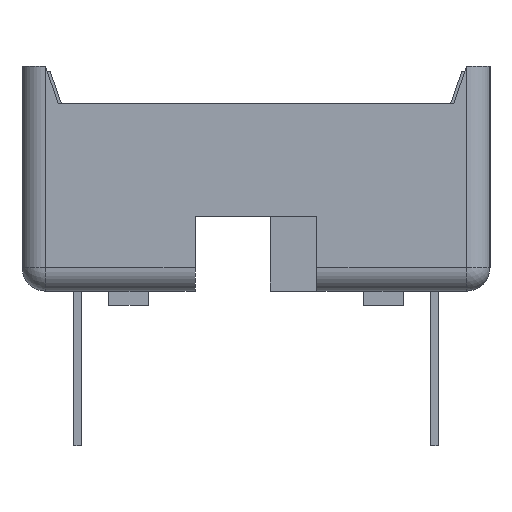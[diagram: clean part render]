
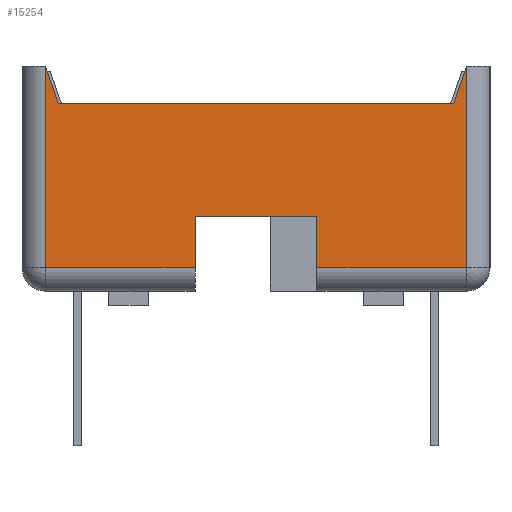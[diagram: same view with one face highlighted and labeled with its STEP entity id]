
A CAD part, left-side view. The second image highlights one B-rep face of the part: STEP entity #15254.
In plain terms, the highlighted planar face has unit normal (-1, 0, 0).
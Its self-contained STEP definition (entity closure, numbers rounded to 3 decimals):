
#2141=DIRECTION('',(0.,0.,1.));
#2142=VECTOR('',#2141,4.3);
#2143=CARTESIAN_POINT('',(-17.78,-4.5,-4.3));
#2144=LINE('',#2143,#2142);
#2145=DIRECTION('',(0.,-1.,0.));
#2146=VECTOR('',#2145,3.2);
#2147=CARTESIAN_POINT('',(-17.78,-1.3,-4.3));
#2148=LINE('',#2147,#2146);
#2149=DIRECTION('',(0.,0.,-1.));
#2150=VECTOR('',#2149,1.1);
#2151=CARTESIAN_POINT('',(-17.78,-1.3,-3.2));
#2152=LINE('',#2151,#2150);
#2153=DIRECTION('',(0.,-1.,0.));
#2154=VECTOR('',#2153,2.6);
#2155=CARTESIAN_POINT('',(-17.78,1.3,-3.2));
#2156=LINE('',#2155,#2154);
#2157=DIRECTION('',(0.,0.,1.));
#2158=VECTOR('',#2157,1.1);
#2159=CARTESIAN_POINT('',(-17.78,1.3,-4.3));
#2160=LINE('',#2159,#2158);
#2161=DIRECTION('',(0.,-1.,0.));
#2162=VECTOR('',#2161,3.2);
#2163=CARTESIAN_POINT('',(-17.78,4.5,-4.3));
#2164=LINE('',#2163,#2162);
#2165=DIRECTION('',(0.,0.,-1.));
#2166=VECTOR('',#2165,4.3);
#2167=CARTESIAN_POINT('',(-17.78,4.5,0.));
#2168=LINE('',#2167,#2166);
#2169=DIRECTION('',(0.,0.325,0.946));
#2170=VECTOR('',#2169,0.846);
#2171=CARTESIAN_POINT('',(-17.78,4.225,-0.8));
#2172=LINE('',#2171,#2170);
#2173=DIRECTION('',(0.,1.,0.));
#2174=VECTOR('',#2173,8.45);
#2175=CARTESIAN_POINT('',(-17.78,-4.225,-0.8));
#2176=LINE('',#2175,#2174);
#2177=DIRECTION('',(0.,0.325,-0.946));
#2178=VECTOR('',#2177,0.846);
#2179=CARTESIAN_POINT('',(-17.78,-4.5,0.));
#2180=LINE('',#2179,#2178);
#10172=CARTESIAN_POINT('',(-17.78,1.3,-3.2));
#10173=CARTESIAN_POINT('',(-17.78,-1.3,-3.2));
#10174=VERTEX_POINT('',#10172);
#10175=VERTEX_POINT('',#10173);
#10176=CARTESIAN_POINT('',(-17.78,-4.225,-0.8));
#10177=CARTESIAN_POINT('',(-17.78,4.225,-0.8));
#10178=VERTEX_POINT('',#10176);
#10179=VERTEX_POINT('',#10177);
#10506=CARTESIAN_POINT('',(-17.78,-4.5,0.));
#10508=VERTEX_POINT('',#10506);
#10512=CARTESIAN_POINT('',(-17.78,-4.5,-4.3));
#10513=VERTEX_POINT('',#10512);
#10515=CARTESIAN_POINT('',(-17.78,-1.3,-4.3));
#10517=VERTEX_POINT('',#10515);
#10518=CARTESIAN_POINT('',(-17.78,4.5,-4.3));
#10519=CARTESIAN_POINT('',(-17.78,1.3,-4.3));
#10520=VERTEX_POINT('',#10518);
#10521=VERTEX_POINT('',#10519);
#10523=CARTESIAN_POINT('',(-17.78,4.5,0.));
#10525=VERTEX_POINT('',#10523);
#15235=CARTESIAN_POINT('',(-17.78,0.,0.));
#15236=DIRECTION('',(-1.,0.,0.));
#15237=DIRECTION('',(0.,0.,1.));
#15238=AXIS2_PLACEMENT_3D('',#15235,#15236,#15237);
#15239=PLANE('',#15238);
#15241=ORIENTED_EDGE('',*,*,#15240,.F.);
#15242=ORIENTED_EDGE('',*,*,#13599,.F.);
#15243=ORIENTED_EDGE('',*,*,#13647,.F.);
#15244=ORIENTED_EDGE('',*,*,#14631,.F.);
#15245=ORIENTED_EDGE('',*,*,#13695,.F.);
#15246=ORIENTED_EDGE('',*,*,#15175,.F.);
#15247=ORIENTED_EDGE('',*,*,#15228,.F.);
#15248=ORIENTED_EDGE('',*,*,#14104,.F.);
#15249=ORIENTED_EDGE('',*,*,#14461,.F.);
#15251=ORIENTED_EDGE('',*,*,#15250,.F.);
#15252=EDGE_LOOP('',(#15241,#15242,#15243,#15244,#15245,#15246,#15247,#15248,
#15249,#15251));
#15253=FACE_OUTER_BOUND('',#15252,.F.);
#13599=EDGE_CURVE('',#10517,#10513,#2148,.T.);
#13647=EDGE_CURVE('',#10175,#10517,#2152,.T.);
#13695=EDGE_CURVE('',#10521,#10174,#2160,.T.);
#14104=EDGE_CURVE('',#10179,#10525,#2172,.T.);
#14461=EDGE_CURVE('',#10178,#10179,#2176,.T.);
#14631=EDGE_CURVE('',#10174,#10175,#2156,.T.);
#15175=EDGE_CURVE('',#10520,#10521,#2164,.T.);
#15228=EDGE_CURVE('',#10525,#10520,#2168,.T.);
#15240=EDGE_CURVE('',#10513,#10508,#2144,.T.);
#15250=EDGE_CURVE('',#10508,#10178,#2180,.T.);
#15254=ADVANCED_FACE('',(#15253),#15239,.T.);
